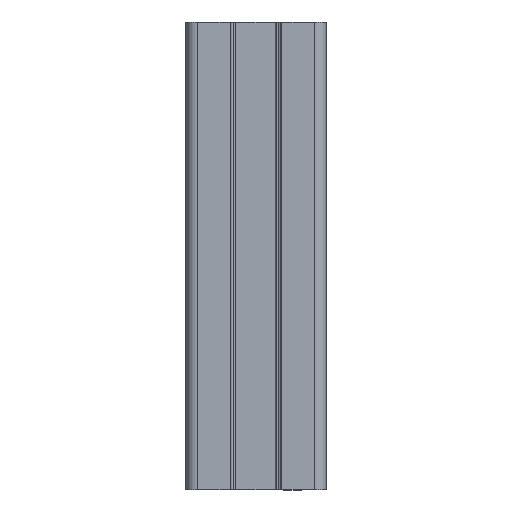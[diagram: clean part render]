
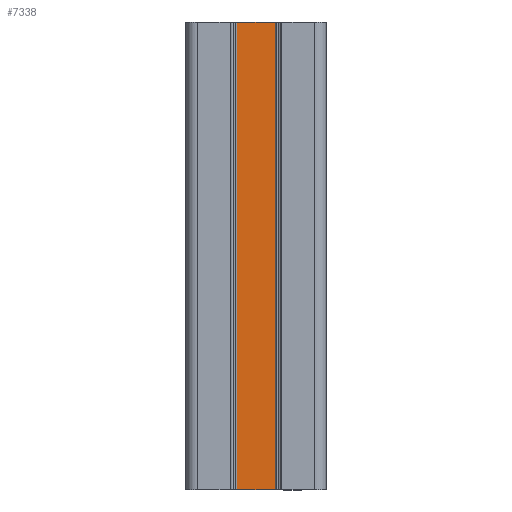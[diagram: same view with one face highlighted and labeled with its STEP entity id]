
A CAD part, front view. The second image highlights one B-rep face of the part: STEP entity #7338.
In plain terms, the highlighted planar face has unit normal (0, -1, 0).
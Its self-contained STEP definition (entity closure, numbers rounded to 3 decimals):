
#411 = DIRECTION ( 'NONE',  ( 1., 0., 0. ) ) ;
#426 = VECTOR ( 'NONE', #6325, 1000. ) ;
#638 = EDGE_CURVE ( 'NONE', #3696, #4715, #2425, .T. ) ;
#1329 = ORIENTED_EDGE ( 'NONE', *, *, #638, .F. ) ;
#1746 = CARTESIAN_POINT ( 'NONE',  ( 6350.545, 2010.776, 100. ) ) ;
#1998 = EDGE_CURVE ( 'NONE', #4715, #10342, #6716, .T. ) ;
#2400 = VECTOR ( 'NONE', #8782, 1000. ) ;
#2425 = LINE ( 'NONE', #6756, #4326 ) ;
#2565 = DIRECTION ( 'NONE',  ( 0., 0., 1. ) ) ;
#2599 = LINE ( 'NONE', #5514, #426 ) ;
#2665 = CARTESIAN_POINT ( 'NONE',  ( 6350.545, 2010.776, 0. ) ) ;
#3696 = VERTEX_POINT ( 'NONE', #4947 ) ;
#3902 = FACE_OUTER_BOUND ( 'NONE', #5776, .T. ) ;
#4326 = VECTOR ( 'NONE', #411, 1000. ) ;
#4388 = DIRECTION ( 'NONE',  ( 0., 0., -1. ) ) ;
#4562 = VECTOR ( 'NONE', #4388, 1000. ) ;
#4614 = EDGE_CURVE ( 'NONE', #5842, #10342, #6218, .T. ) ;
#4715 = VERTEX_POINT ( 'NONE', #4818 ) ;
#4818 = CARTESIAN_POINT ( 'NONE',  ( 6358.785, 2010.776, 100. ) ) ;
#4947 = CARTESIAN_POINT ( 'NONE',  ( 6350.545, 2010.776, 100. ) ) ;
#5514 = CARTESIAN_POINT ( 'NONE',  ( 6350.545, 2010.776, 100. ) ) ;
#5776 = EDGE_LOOP ( 'NONE', ( #6348, #1329, #9733, #6506 ) ) ;
#5842 = VERTEX_POINT ( 'NONE', #2665 ) ;
#6029 = CARTESIAN_POINT ( 'NONE',  ( 6358.785, 2010.776, 100. ) ) ;
#6218 = LINE ( 'NONE', #7956, #2400 ) ;
#6325 = DIRECTION ( 'NONE',  ( 0., 0., 1. ) ) ;
#6348 = ORIENTED_EDGE ( 'NONE', *, *, #1998, .F. ) ;
#6506 = ORIENTED_EDGE ( 'NONE', *, *, #4614, .T. ) ;
#6716 = LINE ( 'NONE', #6029, #4562 ) ;
#6756 = CARTESIAN_POINT ( 'NONE',  ( 6342.165, 2010.776, 100. ) ) ;
#7338 = ADVANCED_FACE ( 'NONE', ( #3902 ), #8213, .F. ) ;
#7436 = DIRECTION ( 'NONE',  ( 0., 1., 0. ) ) ;
#7533 = AXIS2_PLACEMENT_3D ( 'NONE', #1746, #7436, #2565 ) ;
#7956 = CARTESIAN_POINT ( 'NONE',  ( 6350.545, 2010.776, 0. ) ) ;
#8213 = PLANE ( 'NONE',  #7533 ) ;
#8782 = DIRECTION ( 'NONE',  ( 1., 0., 0. ) ) ;
#8963 = EDGE_CURVE ( 'NONE', #5842, #3696, #2599, .T. ) ;
#9305 = CARTESIAN_POINT ( 'NONE',  ( 6358.785, 2010.776, 0. ) ) ;
#9733 = ORIENTED_EDGE ( 'NONE', *, *, #8963, .F. ) ;
#10342 = VERTEX_POINT ( 'NONE', #9305 ) ;
